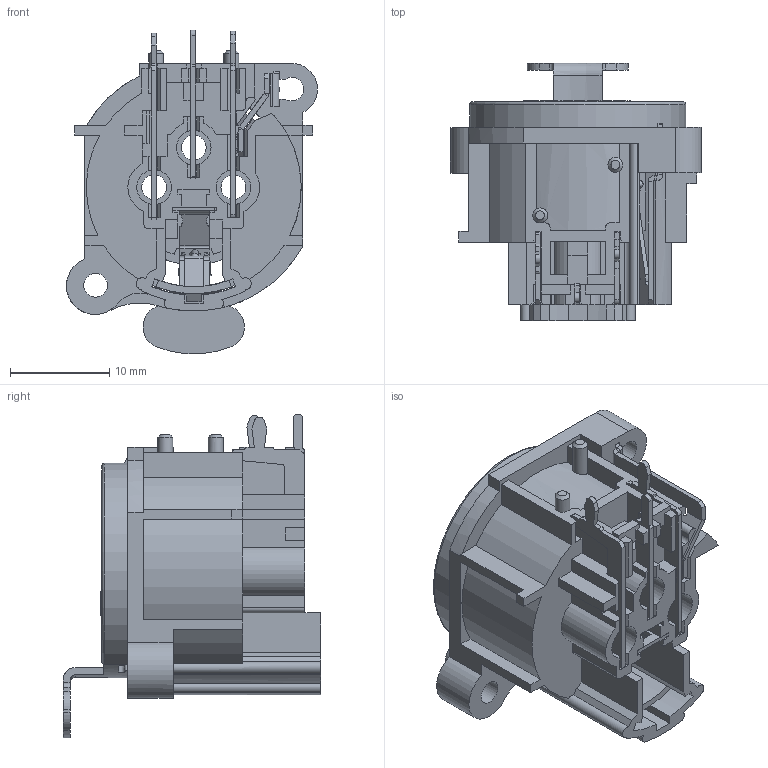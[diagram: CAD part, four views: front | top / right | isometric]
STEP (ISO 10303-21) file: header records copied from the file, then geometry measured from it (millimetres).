
FILE_DESCRIPTION(/* description */ (''),/* implementation_level */ '2;1');
FILE_NAME(/* name */ 'AC3FAH1-AU-PRE.stp',/* time_stamp */ '2020-11-16T16:38:05+11:00',/* author */ ('minh'),/* organization */ (''),/* preprocessor_version */ 'ST-DEVELOPER v18.1',/* originating_system */ 'Autodesk Inventor 2021',/* authorisation */ '');
FILE_SCHEMA (('AUTOMOTIVE_DESIGN { 1 0 10303 214 3 1 1 }'));
Length unit declared in the file: inch
Products named in the file (1): AC3FAH1-AU-PRE_Shrinkwrap_1
Bounding box: 25.35 x 26 x 32.67 mm (x, y, z)
Volume: 4680.9 mm3; surface area: 7735.8 mm2
Topology: 7 solids, 7 shells, 1065 faces, 3006 edges, 1974 vertices
Faces by surface type: plane 793, cylinder 180, bspline 66, torus 18, cone 7, sphere 1
Full cylindrical faces by diameter (mm): 1.5 x2, 2.4 x1, 2.5 x3
Entity records: 36299 total; most frequent: CARTESIAN_POINT 7687, ORIENTED_EDGE 6008, DIRECTION 5290, EDGE_CURVE 3004, LINE 2378, VECTOR 2378, VERTEX_POINT 1974, AXIS2_PLACEMENT_3D 1456
